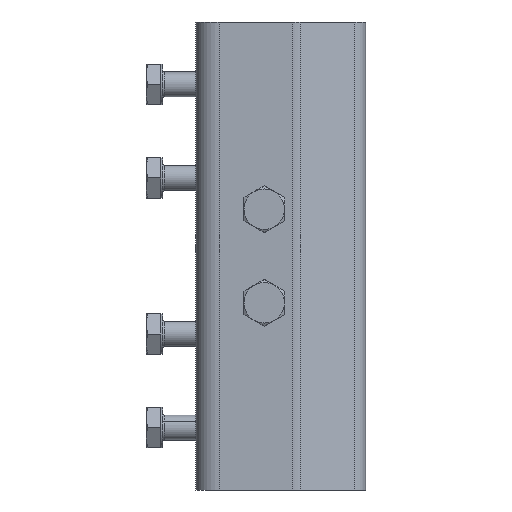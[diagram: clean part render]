
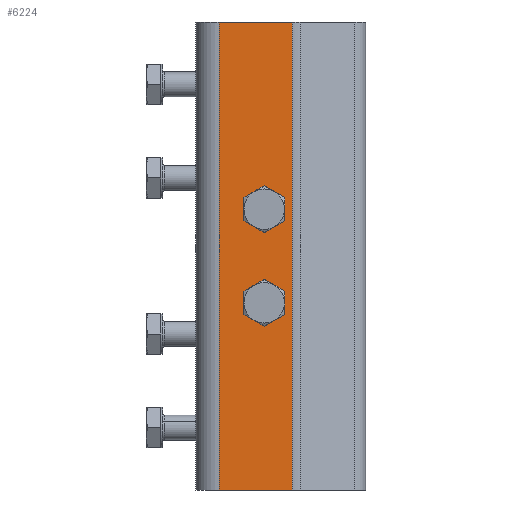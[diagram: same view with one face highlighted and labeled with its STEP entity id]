
A CAD part, left-side view. The second image highlights one B-rep face of the part: STEP entity #6224.
In plain terms, the highlighted planar face has unit normal (-1, 0, 0).
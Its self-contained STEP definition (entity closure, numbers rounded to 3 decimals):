
#149 = EDGE_CURVE ( 'NONE', #4167, #2838, #2035, .T. ) ;
#187 = VECTOR ( 'NONE', #5903, 1000. ) ;
#281 = CARTESIAN_POINT ( 'NONE',  ( 40.169, 92.263, 86.59 ) ) ;
#303 = VERTEX_POINT ( 'NONE', #7477 ) ;
#377 = VECTOR ( 'NONE', #769, 1000. ) ;
#384 = CARTESIAN_POINT ( 'NONE',  ( 40.169, 92.263, 113.19 ) ) ;
#400 = VECTOR ( 'NONE', #2058, 1000. ) ;
#463 = EDGE_CURVE ( 'NONE', #2838, #4492, #6102, .T. ) ;
#529 = DIRECTION ( 'NONE',  ( -1., 0., 0. ) ) ;
#612 = DIRECTION ( 'NONE',  ( 0., 0., 1. ) ) ;
#769 = DIRECTION ( 'NONE',  ( 0., 0., -1. ) ) ;
#791 = CIRCLE ( 'NONE', #5964, 3.4 ) ;
#916 = FACE_BOUND ( 'NONE', #7923, .T. ) ;
#926 = DIRECTION ( 'NONE',  ( 0., 0., 1. ) ) ;
#955 = DIRECTION ( 'NONE',  ( -1., 0., 0. ) ) ;
#1151 = ORIENTED_EDGE ( 'NONE', *, *, #1965, .F. ) ;
#1673 = EDGE_LOOP ( 'NONE', ( #2407, #8041, #5335, #2813 ) ) ;
#1723 = ORIENTED_EDGE ( 'NONE', *, *, #7600, .F. ) ;
#1927 = PLANE ( 'NONE',  #6011 ) ;
#1965 = EDGE_CURVE ( 'NONE', #3386, #5544, #3132, .T. ) ;
#2035 = LINE ( 'NONE', #3228, #377 ) ;
#2052 = LINE ( 'NONE', #7613, #400 ) ;
#2058 = DIRECTION ( 'NONE',  ( 0., -1., 0. ) ) ;
#2275 = CARTESIAN_POINT ( 'NONE',  ( 40.169, 106.763, 26.59 ) ) ;
#2407 = ORIENTED_EDGE ( 'NONE', *, *, #463, .T. ) ;
#2813 = ORIENTED_EDGE ( 'NONE', *, *, #149, .T. ) ;
#2838 = VERTEX_POINT ( 'NONE', #2275 ) ;
#2947 = CARTESIAN_POINT ( 'NONE',  ( 40.169, 92.263, 86.59 ) ) ;
#2987 = CARTESIAN_POINT ( 'NONE',  ( 40.169, 92.263, 83.19 ) ) ;
#3062 = LINE ( 'NONE', #7353, #7642 ) ;
#3110 = EDGE_CURVE ( 'NONE', #4167, #5816, #2052, .T. ) ;
#3111 = CARTESIAN_POINT ( 'NONE',  ( 40.169, 83.285, 26.59 ) ) ;
#3132 = CIRCLE ( 'NONE', #3653, 3.4 ) ;
#3228 = CARTESIAN_POINT ( 'NONE',  ( 40.169, 106.763, 176.59 ) ) ;
#3386 = VERTEX_POINT ( 'NONE', #4940 ) ;
#3462 = CARTESIAN_POINT ( 'NONE',  ( 40.169, 92.263, 116.59 ) ) ;
#3574 = EDGE_CURVE ( 'NONE', #3744, #303, #4722, .T. ) ;
#3653 = AXIS2_PLACEMENT_3D ( 'NONE', #2947, #529, #612 ) ;
#3744 = VERTEX_POINT ( 'NONE', #384 ) ;
#3786 = DIRECTION ( 'NONE',  ( 0., 1., 0. ) ) ;
#4167 = VERTEX_POINT ( 'NONE', #5154 ) ;
#4192 = FACE_OUTER_BOUND ( 'NONE', #1673, .T. ) ;
#4424 = DIRECTION ( 'NONE',  ( -1., 0., 0. ) ) ;
#4492 = VERTEX_POINT ( 'NONE', #3111 ) ;
#4630 = DIRECTION ( 'NONE',  ( -1., 0., 0. ) ) ;
#4722 = CIRCLE ( 'NONE', #6253, 3.4 ) ;
#4940 = CARTESIAN_POINT ( 'NONE',  ( 40.169, 92.263, 89.99 ) ) ;
#5154 = CARTESIAN_POINT ( 'NONE',  ( 40.169, 106.763, 176.59 ) ) ;
#5296 = ORIENTED_EDGE ( 'NONE', *, *, #5452, .F. ) ;
#5335 = ORIENTED_EDGE ( 'NONE', *, *, #3110, .F. ) ;
#5452 = EDGE_CURVE ( 'NONE', #5544, #3386, #7931, .T. ) ;
#5544 = VERTEX_POINT ( 'NONE', #2987 ) ;
#5646 = CARTESIAN_POINT ( 'NONE',  ( 40.169, 92.263, 116.59 ) ) ;
#5815 = DIRECTION ( 'NONE',  ( 0., 0., 1. ) ) ;
#5816 = VERTEX_POINT ( 'NONE', #7623 ) ;
#5903 = DIRECTION ( 'NONE',  ( 0., -1., 0. ) ) ;
#5964 = AXIS2_PLACEMENT_3D ( 'NONE', #3462, #955, #5815 ) ;
#6011 = AXIS2_PLACEMENT_3D ( 'NONE', #6888, #7527, #3786 ) ;
#6102 = LINE ( 'NONE', #6495, #187 ) ;
#6224 = ADVANCED_FACE ( 'NONE', ( #7813, #916, #4192 ), #1927, .F. ) ;
#6253 = AXIS2_PLACEMENT_3D ( 'NONE', #5646, #4424, #7655 ) ;
#6495 = CARTESIAN_POINT ( 'NONE',  ( 40.169, 23.536, 26.59 ) ) ;
#6888 = CARTESIAN_POINT ( 'NONE',  ( 40.169, 23.536, 176.59 ) ) ;
#6918 = EDGE_LOOP ( 'NONE', ( #1151, #5296 ) ) ;
#7184 = ORIENTED_EDGE ( 'NONE', *, *, #3574, .F. ) ;
#7353 = CARTESIAN_POINT ( 'NONE',  ( 40.169, 83.285, 176.59 ) ) ;
#7477 = CARTESIAN_POINT ( 'NONE',  ( 40.169, 92.263, 119.99 ) ) ;
#7527 = DIRECTION ( 'NONE',  ( 1., 0., 0. ) ) ;
#7600 = EDGE_CURVE ( 'NONE', #303, #3744, #791, .T. ) ;
#7613 = CARTESIAN_POINT ( 'NONE',  ( 40.169, 23.536, 176.59 ) ) ;
#7623 = CARTESIAN_POINT ( 'NONE',  ( 40.169, 83.285, 176.59 ) ) ;
#7642 = VECTOR ( 'NONE', #7981, 1000. ) ;
#7655 = DIRECTION ( 'NONE',  ( 0., 0., 1. ) ) ;
#7813 = FACE_BOUND ( 'NONE', #6918, .T. ) ;
#7875 = EDGE_CURVE ( 'NONE', #4492, #5816, #3062, .T. ) ;
#7915 = AXIS2_PLACEMENT_3D ( 'NONE', #281, #4630, #926 ) ;
#7923 = EDGE_LOOP ( 'NONE', ( #1723, #7184 ) ) ;
#7931 = CIRCLE ( 'NONE', #7915, 3.4 ) ;
#7981 = DIRECTION ( 'NONE',  ( 0., 0., 1. ) ) ;
#8041 = ORIENTED_EDGE ( 'NONE', *, *, #7875, .T. ) ;
